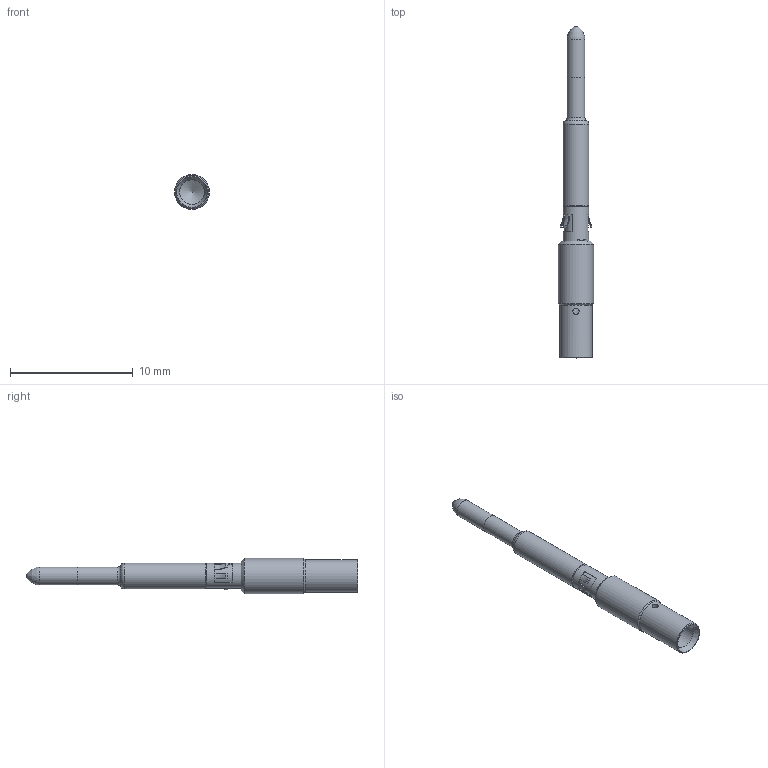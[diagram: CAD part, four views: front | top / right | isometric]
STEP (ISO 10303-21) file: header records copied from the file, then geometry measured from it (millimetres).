
FILE_DESCRIPTION (( 'STEP AP214' ), '1' );
FILE_NAME ('ICOA5 A1 P2C9.STEP', '2023-07-10T13:57:23', ( '' ), ( '' ), 'SwSTEP 2.0', 'SolidWorks 2020', '' );
FILE_SCHEMA (( 'AUTOMOTIVE_DESIGN' ));
Length unit declared in the file: inch
Products named in the file (1): ICOA5 A1 P2C9
Bounding box: 2.86 x 27.07 x 2.86 mm (x, y, z)
Volume: 88.1 mm3; surface area: 224.7 mm2
Topology: 1 solids, 1 shells, 91 faces, 217 edges, 131 vertices
Faces by surface type: plane 38, cylinder 23, bspline 16, torus 7, cone 6, sphere 1
Full cylindrical faces by diameter (mm): 0.508 x1, 1.466 x2, 1.905 x1, 1.999 x1, 2.095 x1, 2.667 x1, 2.857 x1
Entity records: 4383 total; most frequent: CARTESIAN_POINT 1241, ORIENTED_EDGE 392, DIRECTION 366, EDGE_CURVE 196, AXIS2_PLACEMENT_3D 144, VERTEX_POINT 127, EDGE_LOOP 117, FACE_OUTER_BOUND 102
